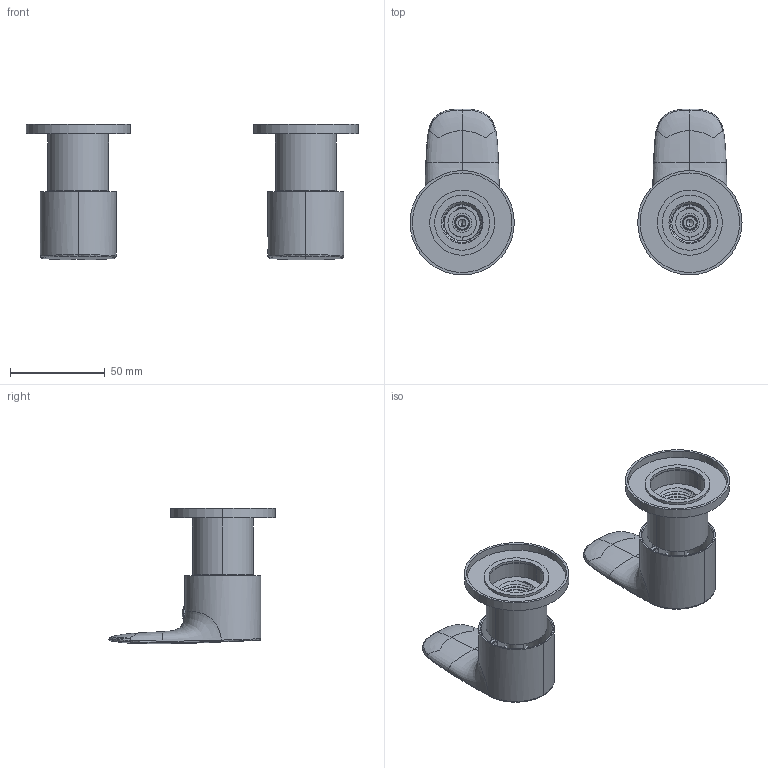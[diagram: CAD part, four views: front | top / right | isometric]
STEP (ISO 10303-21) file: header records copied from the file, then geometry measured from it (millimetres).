
FILE_DESCRIPTION((''),'2;1');
FILE_NAME('1E7023CP_ASM_ASM','2023-06-28T',('Administrator'),(''),'PRO/ENGINEER BY PARAMETRIC TECHNOLOGY CORPORATION, 2010280','PRO/ENGINEER BY PARAMETRIC TECHNOLOGY CORPORATION, 2010280','');
FILE_SCHEMA(('CONFIG_CONTROL_DESIGN'));
Length unit declared in the file: millimetre
Products named in the file (12): 3FX1014-01NT_ASM_2_ASM; 2E7021-34CP_16; 2E7022-31CP_15; 2E7021-32CP_17; 3LS1001NT_2; 3ZS1006NT_2; 2E7023-21CP_14; 1E7023CP-H_ASM_2_ASM; 2E7023-21CP-C_3; 1E7023CP-C_ASM_2_ASM; 1E7023CP_ASM_1_ASM; 1E7023CP_ASM_ASM
Assembly tree (17 placements, depth 4):
  1E7023CP_ASM_ASM
    1E7023CP_ASM_1_ASM
      1E7023CP-H_ASM_2_ASM
        3FX1014-01NT_ASM_2_ASM
        2E7021-34CP_16
        2E7022-31CP_15
        2E7021-32CP_17
        3LS1001NT_2
        3ZS1006NT_2
        2E7023-21CP_14
      1E7023CP-C_ASM_2_ASM
        3FX1014-01NT_ASM_2_ASM
        2E7021-34CP_16
        2E7022-31CP_15
        2E7021-32CP_17
        3LS1001NT_2
        3ZS1006NT_2
        2E7023-21CP-C_3
Bounding box: 175 x 87.5 x 71.41 mm (x, y, z)
Volume: 59584.9 mm3; surface area: 59662.3 mm2
Topology: 12 solids, 12 shells, 908 faces, 2360 edges, 1486 vertices
Faces by surface type: plane 520, cylinder 148, cone 116, bspline 116, sphere 4, extrusion 4
Entity records: 32539 total; most frequent: CARTESIAN_POINT 18317, ORIENTED_EDGE 3262, DIRECTION 2358, EDGE_CURVE 1631, VERTEX_POINT 1009, AXIS2_PLACEMENT_3D 867, B_SPLINE_CURVE_WITH_KNOTS 729, EDGE_LOOP 666
